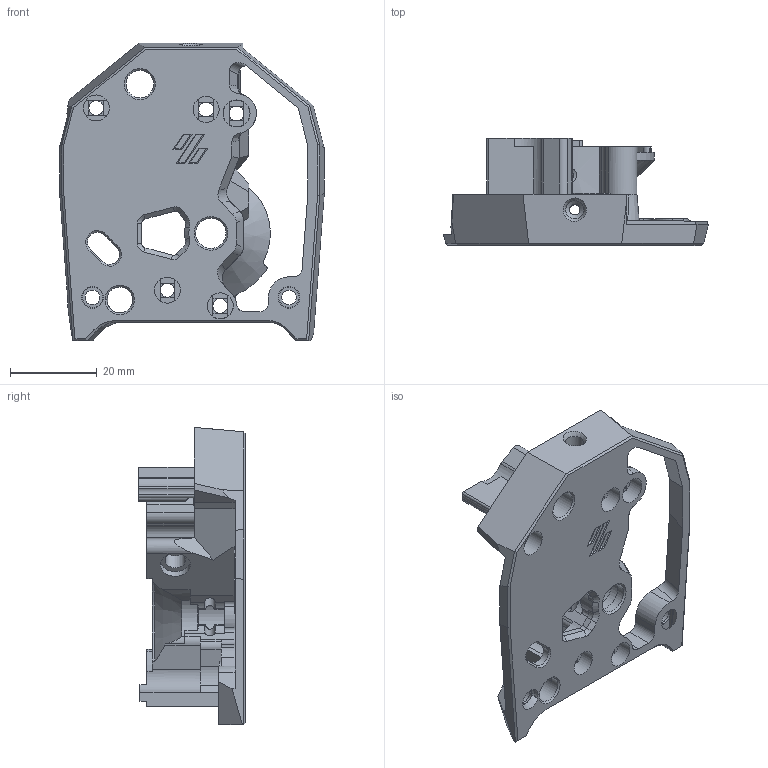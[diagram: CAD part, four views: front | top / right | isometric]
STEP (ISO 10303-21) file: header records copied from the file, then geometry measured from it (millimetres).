
FILE_DESCRIPTION(/* description */ (''),/* implementation_level */ '2;1');
FILE_NAME(/* name */ 'main_body_EBB_SB.step',/* time_stamp */ '2023-07-13T12:49:33+02:00',/* author */ (''),/* organization */ (''),/* preprocessor_version */ 'ST-DEVELOPER v19.2',/* originating_system */ 'Autodesk Translation Framework v12.6.0.85',/* authorisation */ '');
FILE_SCHEMA (('AUTOMOTIVE_DESIGN { 1 0 10303 214 3 1 1 }'));
Length unit declared in the file: millimetre
Products named in the file (1): main_body
Bounding box: 61.17 x 24.7 x 68.69 mm (x, y, z)
Volume: 23277.3 mm3; surface area: 13759.6 mm2
Topology: 1 solids, 1 shells, 434 faces, 1212 edges, 783 vertices
Faces by surface type: plane 236, cylinder 139, cone 29, bspline 28, torus 2
Full cylindrical faces by diameter (mm): 2.4 x2, 2.8 x1, 3.2 x1, 3.4 x6, 4.2 x2, 4.7 x4, 6 x5, 6.248 x1, 6.4 x1, 7 x2, 8.2 x1
Entity records: 15515 total; most frequent: CARTESIAN_POINT 4190, ORIENTED_EDGE 2424, DIRECTION 2329, EDGE_CURVE 1212, AXIS2_PLACEMENT_3D 802, VERTEX_POINT 783, LINE 725, VECTOR 725
